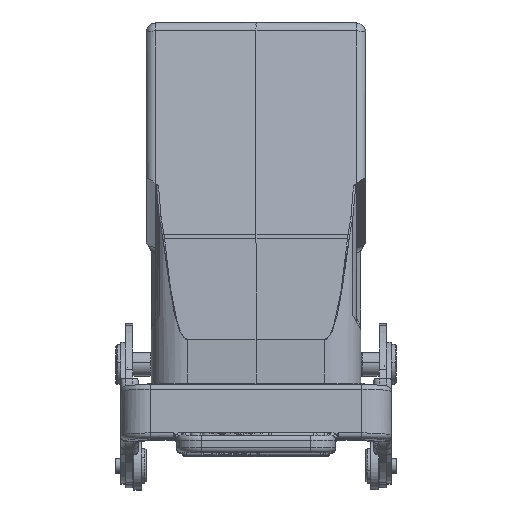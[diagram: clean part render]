
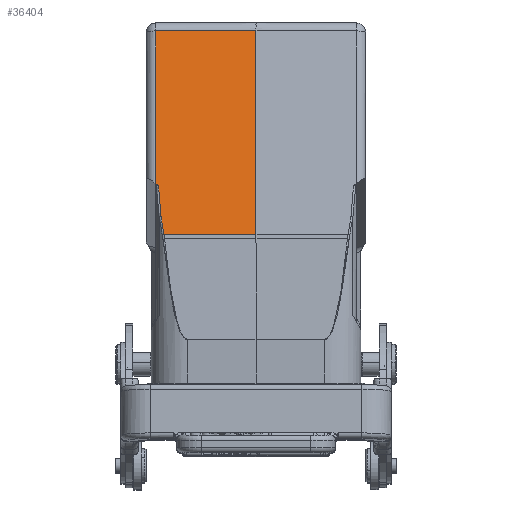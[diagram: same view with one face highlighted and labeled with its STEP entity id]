
A CAD part, top view. The second image highlights one B-rep face of the part: STEP entity #36404.
In plain terms, the highlighted planar face has unit normal (-0.009, 0.174, 0.985).
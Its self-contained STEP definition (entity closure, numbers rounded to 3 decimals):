
#4985=CARTESIAN_POINT('',(0.,19.763,
50.696));
#5449=CARTESIAN_POINT('',(-19.449,-18.497,
57.27));
#5450=CARTESIAN_POINT('',(-19.749,-16.402,
56.898));
#5451=CARTESIAN_POINT('',(-19.895,-14.285,
56.523));
#5452=CARTESIAN_POINT('',(-19.963,-12.168,
56.149));
#5454=DIRECTION('',(1.,0.009,0.007));
#5455=VECTOR('',#5454,20.519);
#5456=CARTESIAN_POINT('',(-20.517,19.584,50.546));
#5457=LINE('',#5456,#5455);
#5458=DIRECTION('',(0.,-0.985,0.174));
#5459=VECTOR('',#5458,42.562);
#5460=CARTESIAN_POINT('',(0.,19.763,
50.696));
#5461=LINE('',#5460,#5459);
#5462=CARTESIAN_POINT('',(-18.848,-22.177,
57.924));
#5463=CARTESIAN_POINT('',(-19.075,-20.955,
57.706));
#5464=CARTESIAN_POINT('',(-19.272,-19.728,
57.488));
#5465=CARTESIAN_POINT('',(-19.449,-18.497,
57.27));
#5467=DIRECTION('',(0.762,-0.637,0.119));
#5468=VECTOR('',#5467,0.727);
#5469=CARTESIAN_POINT('',(-20.517,-11.704,
56.062));
#5470=LINE('',#5469,#5468);
#5571=DIRECTION('',(0.,-0.985,0.174));
#5572=VECTOR('',#5571,31.771);
#5573=CARTESIAN_POINT('',(-20.517,19.584,50.546));
#5574=LINE('',#5573,#5572);
#7843=DIRECTION('',(1.,0.001,0.009));
#7844=VECTOR('',#7843,18.848);
#7845=CARTESIAN_POINT('',(-18.848,-22.177,
57.924));
#7846=LINE('',#7845,#7844);
#25746=VERTEX_POINT('',#4985);
#25747=CARTESIAN_POINT('',(-20.517,19.584,
50.546));
#25748=VERTEX_POINT('',#25747);
#25911=VERTEX_POINT('',#5449);
#25912=VERTEX_POINT('',#5452);
#25913=CARTESIAN_POINT('',(-20.517,-11.704,
56.062));
#25914=VERTEX_POINT('',#25913);
#25915=CARTESIAN_POINT('',(0.,-22.152,
58.087));
#25916=VERTEX_POINT('',#25915);
#25917=CARTESIAN_POINT('',(-18.848,-22.177,
57.924));
#25918=VERTEX_POINT('',#25917);
#36385=CARTESIAN_POINT('',(0.,21.415,50.404));
#36386=DIRECTION('',(-0.009,0.174,0.985));
#36387=DIRECTION('',(0.,-0.985,0.174));
#36388=AXIS2_PLACEMENT_3D('',#36385,#36386,#36387);
#36389=PLANE('',#36388);
#36390=ORIENTED_EDGE('',*,*,#36375,.T.);
#36392=ORIENTED_EDGE('',*,*,#36391,.F.);
#36394=ORIENTED_EDGE('',*,*,#36393,.F.);
#36395=ORIENTED_EDGE('',*,*,#35834,.T.);
#36397=ORIENTED_EDGE('',*,*,#36396,.T.);
#36399=ORIENTED_EDGE('',*,*,#36398,.F.);
#36401=ORIENTED_EDGE('',*,*,#36400,.T.);
#36402=EDGE_LOOP('',(#36390,#36392,#36394,#36395,#36397,#36399,#36401));
#36403=FACE_OUTER_BOUND('',#36402,.F.);
#36404=ADVANCED_FACE('',(#36403),#36389,.T.);
#5453=B_SPLINE_CURVE_WITH_KNOTS('',3,(#5449,#5450,#5451,#5452),.UNSPECIFIED.,
.F.,.F.,(4,4),(0.,1.),.UNSPECIFIED.);
#5466=B_SPLINE_CURVE_WITH_KNOTS('',3,(#5462,#5463,#5464,#5465),.UNSPECIFIED.,
.F.,.F.,(4,4),(0.,1.),.UNSPECIFIED.);
#35834=EDGE_CURVE('',#25748,#25746,#5457,.T.);
#36375=EDGE_CURVE('',#25911,#25912,#5453,.T.);
#36391=EDGE_CURVE('',#25914,#25912,#5470,.T.);
#36393=EDGE_CURVE('',#25748,#25914,#5574,.T.);
#36396=EDGE_CURVE('',#25746,#25916,#5461,.T.);
#36398=EDGE_CURVE('',#25918,#25916,#7846,.T.);
#36400=EDGE_CURVE('',#25918,#25911,#5466,.T.);
